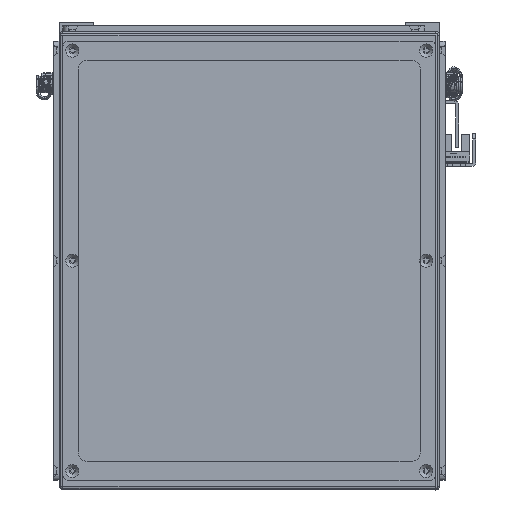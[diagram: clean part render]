
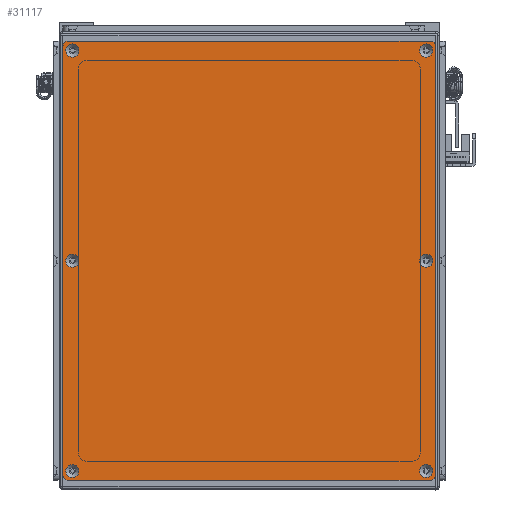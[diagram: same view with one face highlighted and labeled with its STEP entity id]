
A CAD part, front view. The second image highlights one B-rep face of the part: STEP entity #31117.
In plain terms, the highlighted planar face has unit normal (0, -1, 0).
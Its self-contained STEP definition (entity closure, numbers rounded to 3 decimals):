
#708=FACE_BOUND('',#6837,.T.);
#709=FACE_BOUND('',#6838,.T.);
#710=FACE_BOUND('',#6839,.T.);
#711=FACE_BOUND('',#6840,.T.);
#712=FACE_BOUND('',#6841,.T.);
#713=FACE_BOUND('',#6842,.T.);
#2240=PLANE('',#34591);
#4826=FACE_OUTER_BOUND('',#6836,.T.);
#6836=EDGE_LOOP('',(#29198,#29199,#29200,#29201,#29202,#29203,#29204,#29205));
#6837=EDGE_LOOP('',(#29206));
#6838=EDGE_LOOP('',(#29207));
#6839=EDGE_LOOP('',(#29208));
#6840=EDGE_LOOP('',(#29209));
#6841=EDGE_LOOP('',(#29210));
#6842=EDGE_LOOP('',(#29211));
#9389=LINE('',#55062,#11927);
#9390=LINE('',#55066,#11928);
#9391=LINE('',#55070,#11929);
#9392=LINE('',#55073,#11930);
#11927=VECTOR('',#43313,10.);
#11928=VECTOR('',#43316,10.);
#11929=VECTOR('',#43319,10.);
#11930=VECTOR('',#43322,10.);
#13378=CIRCLE('',#34559,3.45);
#13381=CIRCLE('',#34564,3.45);
#13384=CIRCLE('',#34569,3.45);
#13387=CIRCLE('',#34574,3.45);
#13390=CIRCLE('',#34579,3.45);
#13393=CIRCLE('',#34584,3.45);
#13396=CIRCLE('',#34589,3.);
#13398=CIRCLE('',#34592,3.);
#13399=CIRCLE('',#34593,3.);
#13400=CIRCLE('',#34594,3.);
#16268=VERTEX_POINT('',#54992);
#16271=VERTEX_POINT('',#55002);
#16274=VERTEX_POINT('',#55012);
#16277=VERTEX_POINT('',#55022);
#16280=VERTEX_POINT('',#55032);
#16283=VERTEX_POINT('',#55042);
#16286=VERTEX_POINT('',#55052);
#16287=VERTEX_POINT('',#55053);
#16290=VERTEX_POINT('',#55061);
#16291=VERTEX_POINT('',#55063);
#16292=VERTEX_POINT('',#55065);
#16293=VERTEX_POINT('',#55067);
#16294=VERTEX_POINT('',#55069);
#16295=VERTEX_POINT('',#55071);
#20574=EDGE_CURVE('',#16268,#16268,#13378,.T.);
#20579=EDGE_CURVE('',#16271,#16271,#13381,.T.);
#20584=EDGE_CURVE('',#16274,#16274,#13384,.T.);
#20589=EDGE_CURVE('',#16277,#16277,#13387,.T.);
#20594=EDGE_CURVE('',#16280,#16280,#13390,.T.);
#20599=EDGE_CURVE('',#16283,#16283,#13393,.T.);
#20604=EDGE_CURVE('',#16286,#16287,#13396,.T.);
#20608=EDGE_CURVE('',#16286,#16290,#9389,.T.);
#20609=EDGE_CURVE('',#16291,#16290,#13398,.T.);
#20610=EDGE_CURVE('',#16291,#16292,#9390,.T.);
#20611=EDGE_CURVE('',#16293,#16292,#13399,.T.);
#20612=EDGE_CURVE('',#16293,#16294,#9391,.T.);
#20613=EDGE_CURVE('',#16295,#16294,#13400,.T.);
#20614=EDGE_CURVE('',#16295,#16287,#9392,.T.);
#29198=ORIENTED_EDGE('',*,*,#20604,.F.);
#29199=ORIENTED_EDGE('',*,*,#20608,.T.);
#29200=ORIENTED_EDGE('',*,*,#20609,.F.);
#29201=ORIENTED_EDGE('',*,*,#20610,.T.);
#29202=ORIENTED_EDGE('',*,*,#20611,.F.);
#29203=ORIENTED_EDGE('',*,*,#20612,.T.);
#29204=ORIENTED_EDGE('',*,*,#20613,.F.);
#29205=ORIENTED_EDGE('',*,*,#20614,.T.);
#29206=ORIENTED_EDGE('',*,*,#20574,.T.);
#29207=ORIENTED_EDGE('',*,*,#20579,.T.);
#29208=ORIENTED_EDGE('',*,*,#20584,.T.);
#29209=ORIENTED_EDGE('',*,*,#20589,.T.);
#29210=ORIENTED_EDGE('',*,*,#20594,.T.);
#29211=ORIENTED_EDGE('',*,*,#20599,.T.);
#31117=ADVANCED_FACE('',(#4826,#708,#709,#710,#711,#712,#713),#2240,.T.);
#34559=AXIS2_PLACEMENT_3D('',#54993,#43233,#43234);
#34564=AXIS2_PLACEMENT_3D('',#55003,#43245,#43246);
#34569=AXIS2_PLACEMENT_3D('',#55013,#43257,#43258);
#34574=AXIS2_PLACEMENT_3D('',#55023,#43269,#43270);
#34579=AXIS2_PLACEMENT_3D('',#55033,#43281,#43282);
#34584=AXIS2_PLACEMENT_3D('',#55043,#43293,#43294);
#34589=AXIS2_PLACEMENT_3D('',#55054,#43305,#43306);
#34591=AXIS2_PLACEMENT_3D('',#55060,#43311,#43312);
#34592=AXIS2_PLACEMENT_3D('',#55064,#43314,#43315);
#34593=AXIS2_PLACEMENT_3D('',#55068,#43317,#43318);
#34594=AXIS2_PLACEMENT_3D('',#55072,#43320,#43321);
#43233=DIRECTION('center_axis',(0.,1.,0.));
#43234=DIRECTION('ref_axis',(1.,0.,0.));
#43245=DIRECTION('center_axis',(0.,1.,0.));
#43246=DIRECTION('ref_axis',(1.,0.,0.));
#43257=DIRECTION('center_axis',(0.,1.,0.));
#43258=DIRECTION('ref_axis',(1.,0.,0.));
#43269=DIRECTION('center_axis',(0.,1.,0.));
#43270=DIRECTION('ref_axis',(1.,0.,0.));
#43281=DIRECTION('center_axis',(0.,1.,0.));
#43282=DIRECTION('ref_axis',(1.,0.,0.));
#43293=DIRECTION('center_axis',(0.,1.,0.));
#43294=DIRECTION('ref_axis',(1.,0.,0.));
#43305=DIRECTION('center_axis',(0.,1.,0.));
#43306=DIRECTION('ref_axis',(-0.707,0.,0.707));
#43311=DIRECTION('center_axis',(0.,-1.,0.));
#43312=DIRECTION('ref_axis',(0.,0.,-1.));
#43313=DIRECTION('',(0.,0.,-1.));
#43314=DIRECTION('center_axis',(0.,1.,0.));
#43315=DIRECTION('ref_axis',(-0.707,0.,-0.707));
#43316=DIRECTION('',(1.,0.,0.));
#43317=DIRECTION('center_axis',(0.,1.,0.));
#43318=DIRECTION('ref_axis',(0.707,0.,-0.707));
#43319=DIRECTION('',(0.,0.,1.));
#43320=DIRECTION('center_axis',(0.,1.,0.));
#43321=DIRECTION('ref_axis',(0.707,0.,0.707));
#43322=DIRECTION('',(-1.,0.,0.));
#54992=CARTESIAN_POINT('',(107.05,-1.5,93.));
#54993=CARTESIAN_POINT('Origin',(110.5,-1.5,93.));
#55002=CARTESIAN_POINT('',(-3.45,-1.5,93.));
#55003=CARTESIAN_POINT('Origin',(0.,-1.5,93.));
#55012=CARTESIAN_POINT('',(-113.95,-1.5,93.));
#55013=CARTESIAN_POINT('Origin',(-110.5,-1.5,93.));
#55022=CARTESIAN_POINT('',(-113.95,-1.5,-93.));
#55023=CARTESIAN_POINT('Origin',(-110.5,-1.5,-93.));
#55032=CARTESIAN_POINT('',(-3.45,-1.5,-93.));
#55033=CARTESIAN_POINT('Origin',(0.,-1.5,-93.));
#55042=CARTESIAN_POINT('',(107.05,-1.5,-93.));
#55043=CARTESIAN_POINT('Origin',(110.5,-1.5,-93.));
#55052=CARTESIAN_POINT('',(-115.5,-1.5,95.));
#55053=CARTESIAN_POINT('',(-112.5,-1.5,98.));
#55054=CARTESIAN_POINT('Origin',(-112.5,-1.5,95.));
#55060=CARTESIAN_POINT('Origin',(0.,-1.5,0.));
#55061=CARTESIAN_POINT('',(-115.5,-1.5,-95.));
#55062=CARTESIAN_POINT('',(-115.5,-1.5,98.));
#55063=CARTESIAN_POINT('',(-112.5,-1.5,-98.));
#55064=CARTESIAN_POINT('Origin',(-112.5,-1.5,-95.));
#55065=CARTESIAN_POINT('',(112.5,-1.5,-98.));
#55066=CARTESIAN_POINT('',(-115.5,-1.5,-98.));
#55067=CARTESIAN_POINT('',(115.5,-1.5,-95.));
#55068=CARTESIAN_POINT('Origin',(112.5,-1.5,-95.));
#55069=CARTESIAN_POINT('',(115.5,-1.5,95.));
#55070=CARTESIAN_POINT('',(115.5,-1.5,-98.));
#55071=CARTESIAN_POINT('',(112.5,-1.5,98.));
#55072=CARTESIAN_POINT('Origin',(112.5,-1.5,95.));
#55073=CARTESIAN_POINT('',(115.5,-1.5,98.));
